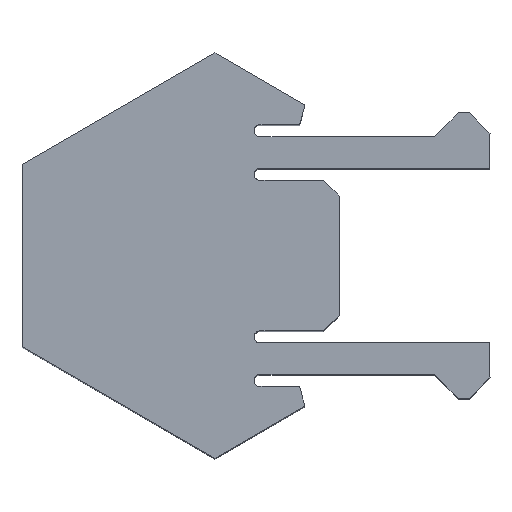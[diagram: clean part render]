
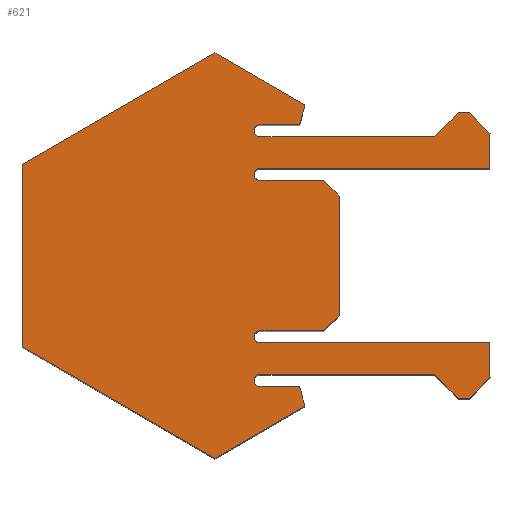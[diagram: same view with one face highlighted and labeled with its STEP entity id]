
A CAD part, top view. The second image highlights one B-rep face of the part: STEP entity #621.
In plain terms, the highlighted planar face has unit normal (0, 0, 1).
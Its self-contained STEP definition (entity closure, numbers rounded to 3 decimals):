
#19=CIRCLE('',#668,0.15);
#20=CIRCLE('',#669,0.15);
#21=CIRCLE('',#670,0.15);
#22=CIRCLE('',#671,0.15);
#35=FACE_OUTER_BOUND('',#67,.T.);
#67=EDGE_LOOP('',(#437,#438,#439,#440,#441,#442,#443,#444,#445,#446,#447,
#448,#449,#450,#451,#452,#453,#454,#455,#456,#457,#458,#459,#460,#461,#462,
#463,#464,#465,#466));
#93=LINE('',#871,#175);
#96=LINE('',#877,#178);
#99=LINE('',#883,#181);
#101=LINE('',#887,#183);
#106=LINE('',#898,#188);
#109=LINE('',#904,#191);
#112=LINE('',#910,#194);
#114=LINE('',#914,#196);
#117=LINE('',#920,#199);
#118=LINE('',#924,#200);
#119=LINE('',#926,#201);
#120=LINE('',#928,#202);
#121=LINE('',#930,#203);
#122=LINE('',#932,#204);
#123=LINE('',#935,#205);
#124=LINE('',#937,#206);
#125=LINE('',#941,#207);
#126=LINE('',#943,#208);
#127=LINE('',#945,#209);
#128=LINE('',#947,#210);
#129=LINE('',#949,#211);
#130=LINE('',#951,#212);
#131=LINE('',#953,#213);
#132=LINE('',#955,#214);
#133=LINE('',#957,#215);
#134=LINE('',#960,#216);
#175=VECTOR('',#705,10.);
#178=VECTOR('',#710,10.);
#181=VECTOR('',#715,10.);
#183=VECTOR('',#719,10.);
#188=VECTOR('',#726,10.);
#191=VECTOR('',#731,10.);
#194=VECTOR('',#736,10.);
#196=VECTOR('',#740,10.);
#199=VECTOR('',#745,10.);
#200=VECTOR('',#748,10.);
#201=VECTOR('',#749,10.);
#202=VECTOR('',#750,10.);
#203=VECTOR('',#751,10.);
#204=VECTOR('',#752,10.);
#205=VECTOR('',#755,10.);
#206=VECTOR('',#756,10.);
#207=VECTOR('',#759,10.);
#208=VECTOR('',#760,10.);
#209=VECTOR('',#761,10.);
#210=VECTOR('',#762,10.);
#211=VECTOR('',#763,10.);
#212=VECTOR('',#764,10.);
#213=VECTOR('',#765,10.);
#214=VECTOR('',#766,10.);
#215=VECTOR('',#767,10.);
#216=VECTOR('',#770,10.);
#257=VERTEX_POINT('',#868);
#258=VERTEX_POINT('',#870);
#260=VERTEX_POINT('',#876);
#262=VERTEX_POINT('',#882);
#263=VERTEX_POINT('',#886);
#267=VERTEX_POINT('',#895);
#268=VERTEX_POINT('',#897);
#270=VERTEX_POINT('',#903);
#272=VERTEX_POINT('',#909);
#273=VERTEX_POINT('',#913);
#275=VERTEX_POINT('',#919);
#276=VERTEX_POINT('',#921);
#277=VERTEX_POINT('',#923);
#278=VERTEX_POINT('',#925);
#279=VERTEX_POINT('',#927);
#280=VERTEX_POINT('',#929);
#281=VERTEX_POINT('',#931);
#282=VERTEX_POINT('',#933);
#283=VERTEX_POINT('',#936);
#284=VERTEX_POINT('',#938);
#285=VERTEX_POINT('',#940);
#286=VERTEX_POINT('',#942);
#287=VERTEX_POINT('',#944);
#288=VERTEX_POINT('',#946);
#289=VERTEX_POINT('',#948);
#290=VERTEX_POINT('',#950);
#291=VERTEX_POINT('',#952);
#292=VERTEX_POINT('',#954);
#293=VERTEX_POINT('',#956);
#294=VERTEX_POINT('',#958);
#317=EDGE_CURVE('',#258,#257,#93,.T.);
#320=EDGE_CURVE('',#260,#258,#96,.T.);
#323=EDGE_CURVE('',#262,#260,#99,.T.);
#325=EDGE_CURVE('',#262,#263,#101,.T.);
#330=EDGE_CURVE('',#268,#267,#106,.T.);
#333=EDGE_CURVE('',#270,#268,#109,.T.);
#336=EDGE_CURVE('',#272,#270,#112,.T.);
#338=EDGE_CURVE('',#267,#273,#114,.T.);
#341=EDGE_CURVE('',#257,#275,#117,.T.);
#342=EDGE_CURVE('',#276,#275,#19,.T.);
#343=EDGE_CURVE('',#277,#276,#118,.T.);
#344=EDGE_CURVE('',#278,#277,#119,.T.);
#345=EDGE_CURVE('',#279,#278,#120,.T.);
#346=EDGE_CURVE('',#280,#279,#121,.T.);
#347=EDGE_CURVE('',#281,#280,#122,.T.);
#348=EDGE_CURVE('',#282,#281,#20,.T.);
#349=EDGE_CURVE('',#272,#282,#123,.T.);
#350=EDGE_CURVE('',#283,#273,#124,.T.);
#351=EDGE_CURVE('',#284,#283,#21,.T.);
#352=EDGE_CURVE('',#285,#284,#125,.T.);
#353=EDGE_CURVE('',#286,#285,#126,.T.);
#354=EDGE_CURVE('',#287,#286,#127,.T.);
#355=EDGE_CURVE('',#288,#287,#128,.T.);
#356=EDGE_CURVE('',#289,#288,#129,.T.);
#357=EDGE_CURVE('',#290,#289,#130,.T.);
#358=EDGE_CURVE('',#291,#290,#131,.T.);
#359=EDGE_CURVE('',#292,#291,#132,.T.);
#360=EDGE_CURVE('',#293,#292,#133,.T.);
#361=EDGE_CURVE('',#294,#293,#22,.T.);
#362=EDGE_CURVE('',#263,#294,#134,.T.);
#437=ORIENTED_EDGE('',*,*,#341,.T.);
#438=ORIENTED_EDGE('',*,*,#342,.F.);
#439=ORIENTED_EDGE('',*,*,#343,.F.);
#440=ORIENTED_EDGE('',*,*,#344,.F.);
#441=ORIENTED_EDGE('',*,*,#345,.F.);
#442=ORIENTED_EDGE('',*,*,#346,.F.);
#443=ORIENTED_EDGE('',*,*,#347,.F.);
#444=ORIENTED_EDGE('',*,*,#348,.F.);
#445=ORIENTED_EDGE('',*,*,#349,.F.);
#446=ORIENTED_EDGE('',*,*,#336,.T.);
#447=ORIENTED_EDGE('',*,*,#333,.T.);
#448=ORIENTED_EDGE('',*,*,#330,.T.);
#449=ORIENTED_EDGE('',*,*,#338,.T.);
#450=ORIENTED_EDGE('',*,*,#350,.F.);
#451=ORIENTED_EDGE('',*,*,#351,.F.);
#452=ORIENTED_EDGE('',*,*,#352,.F.);
#453=ORIENTED_EDGE('',*,*,#353,.F.);
#454=ORIENTED_EDGE('',*,*,#354,.F.);
#455=ORIENTED_EDGE('',*,*,#355,.F.);
#456=ORIENTED_EDGE('',*,*,#356,.F.);
#457=ORIENTED_EDGE('',*,*,#357,.F.);
#458=ORIENTED_EDGE('',*,*,#358,.F.);
#459=ORIENTED_EDGE('',*,*,#359,.F.);
#460=ORIENTED_EDGE('',*,*,#360,.F.);
#461=ORIENTED_EDGE('',*,*,#361,.F.);
#462=ORIENTED_EDGE('',*,*,#362,.F.);
#463=ORIENTED_EDGE('',*,*,#325,.F.);
#464=ORIENTED_EDGE('',*,*,#323,.T.);
#465=ORIENTED_EDGE('',*,*,#320,.T.);
#466=ORIENTED_EDGE('',*,*,#317,.T.);
#593=PLANE('',#667);
#621=ADVANCED_FACE('',(#35),#593,.F.);
#667=AXIS2_PLACEMENT_3D('',#918,#743,#744);
#668=AXIS2_PLACEMENT_3D('',#922,#746,#747);
#669=AXIS2_PLACEMENT_3D('',#934,#753,#754);
#670=AXIS2_PLACEMENT_3D('',#939,#757,#758);
#671=AXIS2_PLACEMENT_3D('',#959,#768,#769);
#705=DIRECTION('',(0.,1.,0.));
#710=DIRECTION('',(0.707,0.707,0.));
#715=DIRECTION('',(1.,0.,0.));
#719=DIRECTION('',(-0.707,0.707,0.));
#726=DIRECTION('',(-1.,0.,0.));
#731=DIRECTION('',(-0.707,0.707,0.));
#736=DIRECTION('',(0.,1.,0.));
#740=DIRECTION('',(-0.707,-0.707,0.));
#743=DIRECTION('center_axis',(0.,0.,-1.));
#744=DIRECTION('ref_axis',(0.,-1.,0.));
#745=DIRECTION('',(-1.,0.,0.));
#746=DIRECTION('center_axis',(0.,0.,1.));
#747=DIRECTION('ref_axis',(0.,-1.,0.));
#748=DIRECTION('',(-1.,0.,0.));
#749=DIRECTION('',(-0.707,-0.707,0.));
#750=DIRECTION('',(0.,-1.,0.));
#751=DIRECTION('',(0.707,-0.707,0.));
#752=DIRECTION('',(1.,0.,0.));
#753=DIRECTION('center_axis',(0.,0.,1.));
#754=DIRECTION('ref_axis',(0.,-1.,0.));
#755=DIRECTION('',(-1.,0.,0.));
#756=DIRECTION('',(1.,0.,0.));
#757=DIRECTION('center_axis',(0.,0.,1.));
#758=DIRECTION('ref_axis',(0.,-1.,0.));
#759=DIRECTION('',(-1.,0.,0.));
#760=DIRECTION('',(-0.259,-0.966,0.));
#761=DIRECTION('',(0.866,-0.5,0.));
#762=DIRECTION('',(0.866,0.5,0.));
#763=DIRECTION('',(0.,1.,0.));
#764=DIRECTION('',(-0.866,0.5,0.));
#765=DIRECTION('',(-0.866,-0.5,0.));
#766=DIRECTION('',(0.259,-0.966,0.));
#767=DIRECTION('',(1.,0.,0.));
#768=DIRECTION('center_axis',(0.,0.,1.));
#769=DIRECTION('ref_axis',(0.,-1.,0.));
#770=DIRECTION('',(-1.,0.,0.));
#868=CARTESIAN_POINT('',(3.8,-2.2,6.125));
#870=CARTESIAN_POINT('',(3.8,-3.083,6.125));
#871=CARTESIAN_POINT('',(3.8,-3.083,6.125));
#876=CARTESIAN_POINT('',(3.283,-3.6,6.125));
#877=CARTESIAN_POINT('',(3.283,-3.6,6.125));
#882=CARTESIAN_POINT('',(3.,-3.6,6.125));
#883=CARTESIAN_POINT('',(3.,-3.6,6.125));
#886=CARTESIAN_POINT('',(2.4,-3.,6.125));
#887=CARTESIAN_POINT('',(1.156,-1.756,6.125));
#895=CARTESIAN_POINT('',(3.,3.6,6.125));
#897=CARTESIAN_POINT('',(3.283,3.6,6.125));
#898=CARTESIAN_POINT('',(3.,3.6,6.125));
#903=CARTESIAN_POINT('',(3.8,3.083,6.125));
#904=CARTESIAN_POINT('',(3.283,3.6,6.125));
#909=CARTESIAN_POINT('',(3.8,2.2,6.125));
#910=CARTESIAN_POINT('',(3.8,3.083,6.125));
#913=CARTESIAN_POINT('',(2.4,3.,6.125));
#914=CARTESIAN_POINT('',(2.8,3.4,6.125));
#918=CARTESIAN_POINT('Origin',(-1.042,-0.066,6.125));
#919=CARTESIAN_POINT('',(-2.,-2.2,6.125));
#920=CARTESIAN_POINT('',(3.2,-2.2,6.125));
#921=CARTESIAN_POINT('',(-2.,-1.9,6.125));
#922=CARTESIAN_POINT('Origin',(-2.,-2.05,6.125));
#923=CARTESIAN_POINT('',(-0.4,-1.9,6.125));
#924=CARTESIAN_POINT('',(-0.521,-1.9,6.125));
#925=CARTESIAN_POINT('',(0.,-1.5,6.125));
#926=CARTESIAN_POINT('',(-0.002,-1.502,6.125));
#927=CARTESIAN_POINT('',(0.,1.5,6.125));
#928=CARTESIAN_POINT('',(0.,0.917,6.125));
#929=CARTESIAN_POINT('',(-0.4,1.9,6.125));
#930=CARTESIAN_POINT('',(0.031,1.469,6.125));
#931=CARTESIAN_POINT('',(-2.,1.9,6.125));
#932=CARTESIAN_POINT('',(-1.521,1.9,6.125));
#933=CARTESIAN_POINT('',(-2.,2.2,6.125));
#934=CARTESIAN_POINT('Origin',(-2.,2.05,6.125));
#935=CARTESIAN_POINT('',(1.579,2.2,6.125));
#936=CARTESIAN_POINT('',(-2.,3.,6.125));
#937=CARTESIAN_POINT('',(-1.521,3.,6.125));
#938=CARTESIAN_POINT('',(-2.,3.3,6.125));
#939=CARTESIAN_POINT('Origin',(-2.,3.15,6.125));
#940=CARTESIAN_POINT('',(-1.,3.3,6.125));
#941=CARTESIAN_POINT('',(-0.521,3.3,6.125));
#942=CARTESIAN_POINT('',(-0.866,3.8,6.125));
#943=CARTESIAN_POINT('',(-1.389,1.85,6.125));
#944=CARTESIAN_POINT('',(-3.134,5.109,6.125));
#945=CARTESIAN_POINT('',(-1.662,4.26,6.125));
#946=CARTESIAN_POINT('',(-8.,2.3,6.125));
#947=CARTESIAN_POINT('',(-3.687,4.79,6.125));
#948=CARTESIAN_POINT('',(-8.,-2.3,6.125));
#949=CARTESIAN_POINT('',(-8.,1.117,6.125));
#950=CARTESIAN_POINT('',(-3.134,-5.109,6.125));
#951=CARTESIAN_POINT('',(-3.658,-4.807,6.125));
#952=CARTESIAN_POINT('',(-0.866,-3.8,6.125));
#953=CARTESIAN_POINT('',(0.309,-3.121,6.125));
#954=CARTESIAN_POINT('',(-1.,-3.3,6.125));
#955=CARTESIAN_POINT('',(-1.372,-1.911,6.125));
#956=CARTESIAN_POINT('',(-2.,-3.3,6.125));
#957=CARTESIAN_POINT('',(-1.521,-3.3,6.125));
#958=CARTESIAN_POINT('',(-2.,-3.,6.125));
#959=CARTESIAN_POINT('Origin',(-2.,-3.15,6.125));
#960=CARTESIAN_POINT('',(0.379,-3.,6.125));
